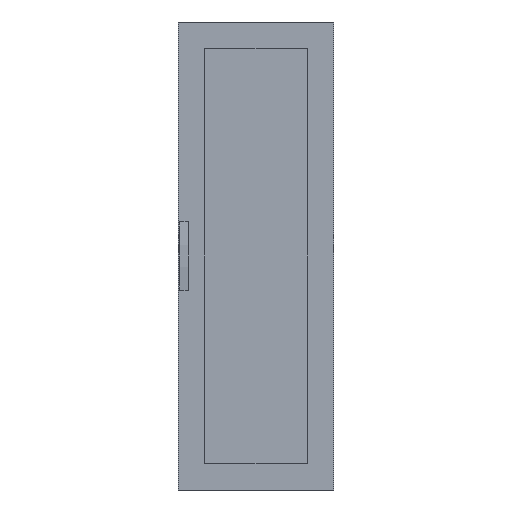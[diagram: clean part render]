
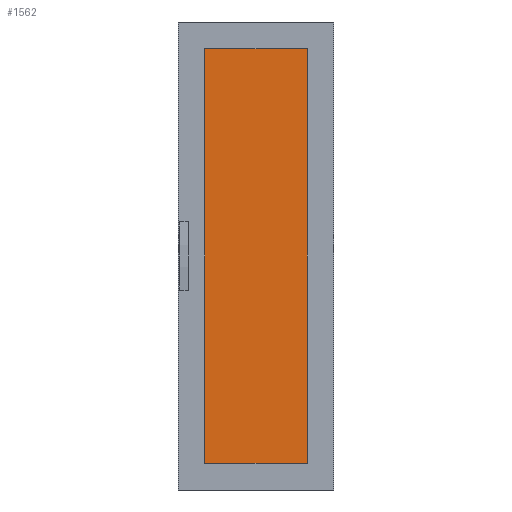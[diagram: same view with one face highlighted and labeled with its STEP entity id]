
A CAD part, front view. The second image highlights one B-rep face of the part: STEP entity #1562.
In plain terms, the highlighted planar face has unit normal (0, -1, 0).
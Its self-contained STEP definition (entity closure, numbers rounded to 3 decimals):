
#79 = DIRECTION ( 'NONE',  ( 0., 0., -1. ) ) ;
#639 = CARTESIAN_POINT ( 'NONE',  ( 195., 0., 0. ) ) ;
#872 = CARTESIAN_POINT ( 'NONE',  ( -195., 0., 0. ) ) ;
#1007 = VECTOR ( 'NONE', #7038, 1000. ) ;
#1562 = ADVANCED_FACE ( 'NONE', ( #11837 ), #3165, .T. ) ;
#2576 = LINE ( 'NONE', #639, #2733 ) ;
#2733 = VECTOR ( 'NONE', #7708, 1000. ) ;
#3165 = PLANE ( 'NONE',  #17440 ) ;
#3284 = ORIENTED_EDGE ( 'NONE', *, *, #17820, .T. ) ;
#3287 = ORIENTED_EDGE ( 'NONE', *, *, #10062, .T. ) ;
#4055 = CARTESIAN_POINT ( 'NONE',  ( 0., 0., -790. ) ) ;
#5219 = VERTEX_POINT ( 'NONE', #10538 ) ;
#5887 = DIRECTION ( 'NONE',  ( 0., 0., -1. ) ) ;
#7038 = DIRECTION ( 'NONE',  ( -1., 0., 0. ) ) ;
#7688 = EDGE_CURVE ( 'NONE', #18018, #5219, #8637, .T. ) ;
#7692 = VERTEX_POINT ( 'NONE', #11957 ) ;
#7708 = DIRECTION ( 'NONE',  ( 0., 0., 1. ) ) ;
#7766 = ORIENTED_EDGE ( 'NONE', *, *, #13387, .T. ) ;
#8637 = LINE ( 'NONE', #15480, #1007 ) ;
#8700 = VERTEX_POINT ( 'NONE', #19564 ) ;
#9858 = CARTESIAN_POINT ( 'NONE',  ( 195., 0., 790. ) ) ;
#10062 = EDGE_CURVE ( 'NONE', #7692, #18018, #2576, .T. ) ;
#10128 = CARTESIAN_POINT ( 'NONE',  ( 0., 0., 0. ) ) ;
#10398 = VECTOR ( 'NONE', #14199, 1000. ) ;
#10538 = CARTESIAN_POINT ( 'NONE',  ( -195., 0., 790. ) ) ;
#11837 = FACE_OUTER_BOUND ( 'NONE', #20739, .T. ) ;
#11957 = CARTESIAN_POINT ( 'NONE',  ( 195., 0., -790. ) ) ;
#13387 = EDGE_CURVE ( 'NONE', #5219, #8700, #21546, .T. ) ;
#14199 = DIRECTION ( 'NONE',  ( 1., 0., 0. ) ) ;
#15480 = CARTESIAN_POINT ( 'NONE',  ( 0., 0., 790. ) ) ;
#16034 = LINE ( 'NONE', #4055, #10398 ) ;
#16979 = DIRECTION ( 'NONE',  ( 0., -1., 0. ) ) ;
#17440 = AXIS2_PLACEMENT_3D ( 'NONE', #10128, #16979, #79 ) ;
#17820 = EDGE_CURVE ( 'NONE', #8700, #7692, #16034, .T. ) ;
#18018 = VERTEX_POINT ( 'NONE', #9858 ) ;
#19404 = VECTOR ( 'NONE', #5887, 1000. ) ;
#19564 = CARTESIAN_POINT ( 'NONE',  ( -195., 0., -790. ) ) ;
#20739 = EDGE_LOOP ( 'NONE', ( #3287, #21143, #7766, #3284 ) ) ;
#21143 = ORIENTED_EDGE ( 'NONE', *, *, #7688, .T. ) ;
#21546 = LINE ( 'NONE', #872, #19404 ) ;
